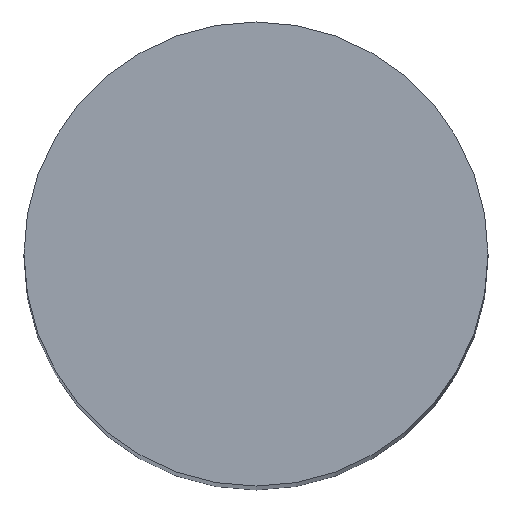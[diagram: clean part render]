
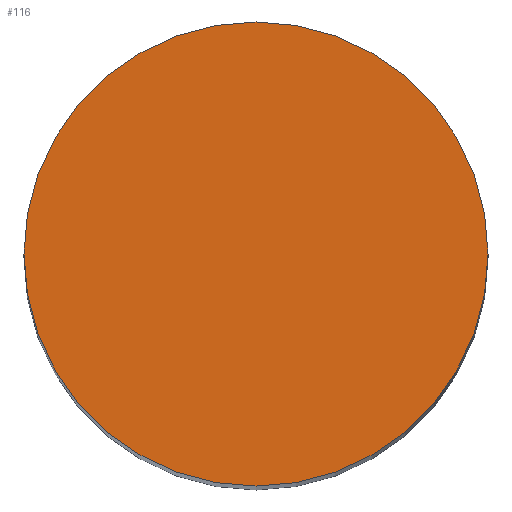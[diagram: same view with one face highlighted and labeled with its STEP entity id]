
A CAD part, top view. The second image highlights one B-rep face of the part: STEP entity #116.
In plain terms, the highlighted planar face has unit normal (0, 0, 1).
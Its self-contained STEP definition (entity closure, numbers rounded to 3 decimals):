
#6 = VERTEX_POINT ( 'NONE', #93 ) ;
#23 = DIRECTION ( 'NONE',  ( 0., 0., 1. ) ) ;
#24 = CARTESIAN_POINT ( 'NONE',  ( -0.759, -0.759, 7.25 ) ) ;
#26 = EDGE_CURVE ( 'NONE', #6, #113, #135, .T. ) ;
#33 = AXIS2_PLACEMENT_3D ( 'NONE', #24, #124, #136 ) ;
#46 = CARTESIAN_POINT ( 'NONE',  ( 0.75, 0., 7.25 ) ) ;
#49 = CARTESIAN_POINT ( 'NONE',  ( 0., 0., 7.25 ) ) ;
#64 = CARTESIAN_POINT ( 'NONE',  ( 0., 0., 7.25 ) ) ;
#66 = EDGE_LOOP ( 'NONE', ( #85, #87 ) ) ;
#69 = AXIS2_PLACEMENT_3D ( 'NONE', #64, #84, #110 ) ;
#71 = DIRECTION ( 'NONE',  ( -1., 0., 0. ) ) ;
#77 = CIRCLE ( 'NONE', #89, 0.75 ) ;
#84 = DIRECTION ( 'NONE',  ( 0., 0., 1. ) ) ;
#85 = ORIENTED_EDGE ( 'NONE', *, *, #26, .T. ) ;
#87 = ORIENTED_EDGE ( 'NONE', *, *, #118, .T. ) ;
#89 = AXIS2_PLACEMENT_3D ( 'NONE', #49, #23, #71 ) ;
#93 = CARTESIAN_POINT ( 'NONE',  ( -0.75, 0., 7.25 ) ) ;
#110 = DIRECTION ( 'NONE',  ( -1., 0., 0. ) ) ;
#113 = VERTEX_POINT ( 'NONE', #46 ) ;
#114 = PLANE ( 'NONE',  #33 ) ;
#116 = ADVANCED_FACE ( 'NONE', ( #126 ), #114, .T. ) ;
#118 = EDGE_CURVE ( 'NONE', #113, #6, #77, .T. ) ;
#124 = DIRECTION ( 'NONE',  ( 0., 0., 1. ) ) ;
#126 = FACE_OUTER_BOUND ( 'NONE', #66, .T. ) ;
#135 = CIRCLE ( 'NONE', #69, 0.75 ) ;
#136 = DIRECTION ( 'NONE',  ( 1., 0., 0. ) ) ;
